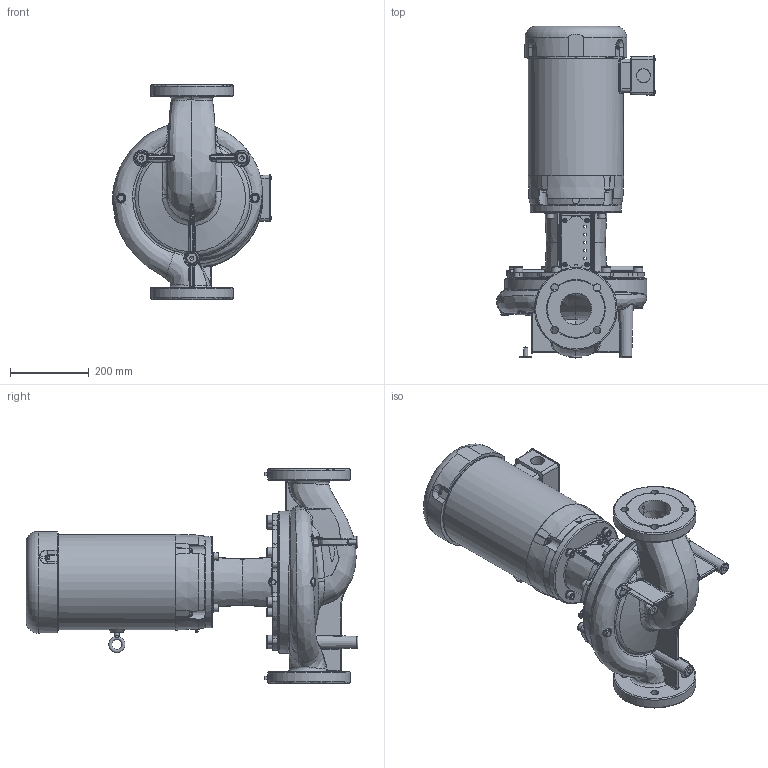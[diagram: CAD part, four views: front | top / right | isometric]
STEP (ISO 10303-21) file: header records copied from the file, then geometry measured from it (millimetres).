
FILE_DESCRIPTION(/* description */ (''),/* implementation_level */ '2;1');
FILE_NAME(/* name */ '2714595 - PUMP IL3 85_390-4-S1E 460V_3_60 TEFC_Shrinkwrap_1.stp',/* time_stamp */ '2022-03-24T16:23:47-05:00',/* author */ ('faliszekte'),/* organization */ (''),/* preprocessor_version */ 'ST-DEVELOPER v18.1',/* originating_system */ 'Autodesk Inventor 2021',/* authorisation */ '');
FILE_SCHEMA (('AUTOMOTIVE_DESIGN { 1 0 10303 214 3 1 1 }'));
Products named in the file (1): 2714595 - PUMP IL3 85_390-4-S1E 460V_3_60 TEFC_Shrinkwrap_1
Bounding box: 403.53 x 841.21 x 546.1 mm (x, y, z)
Surface area: 1447089.6 mm2 (no closed solid volume)
Topology: 0 solids, 46 shells, 3607 faces, 10293 edges, 6743 vertices
Faces by surface type: plane 1509, cylinder 1155, cone 380, bspline 319, torus 152, sphere 92
Full cylindrical faces by diameter (mm): 3.768 x1, 7.937 x4, 8 x2, 8.141 x10, 8.179 x8, 8.839 x4, 9 x8, 9.652 x1, 10.162 x60, 10.516 x3, 10.716 x3, 11 x8, 11.112 x1, 12.662 x1, 12.7 x60, 13.495 x4, 19 x8, 19.05 x4, 23.812 x8, 34.919 x1, 35.052 x1, 96 x1, 209.55 x2, 241.579 x1, 360 x1
Entity records: 178087 total; most frequent: CARTESIAN_POINT 82560, DIRECTION 19126, ORIENTED_EDGE 19069, EDGE_CURVE 10267, AXIS2_PLACEMENT_3D 7113, VERTEX_POINT 6743, LINE 4900, VECTOR 4900
